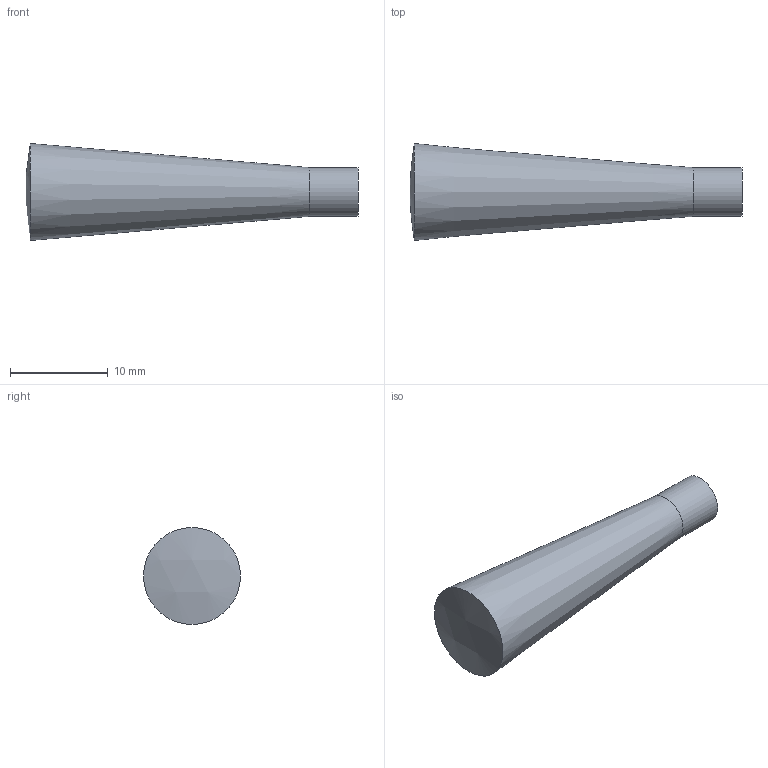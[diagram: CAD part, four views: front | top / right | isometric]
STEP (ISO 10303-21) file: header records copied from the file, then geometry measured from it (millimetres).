
FILE_DESCRIPTION (( 'STEP AP214' ), '1' );
FILE_NAME ('Taper pin.STEP', '2025-02-18T17:59:34', ( '' ), ( '' ), 'SwSTEP 2.0', 'SolidWorks 2025', '' );
FILE_SCHEMA (( 'AUTOMOTIVE_DESIGN' ));
Length unit declared in the file: millimetre
Products named in the file (1): Taper pin
Bounding box: 33.94 x 9.91 x 9.91 mm (x, y, z)
Volume: 1407.2 mm3; surface area: 846.3 mm2
Topology: 1 solids, 1 shells, 4 faces, 5 edges, 3 vertices
Faces by surface type: sphere 1, plane 1, cylinder 1, cone 1
Full cylindrical faces by diameter (mm): 5 x1
Entity records: 97 total; most frequent: DIRECTION 16, CARTESIAN_POINT 11, AXIS2_PLACEMENT_3D 8, EDGE_LOOP 6, ORIENTED_EDGE 6, FACE_OUTER_BOUND 5, ADVANCED_FACE 4, CIRCLE 3
